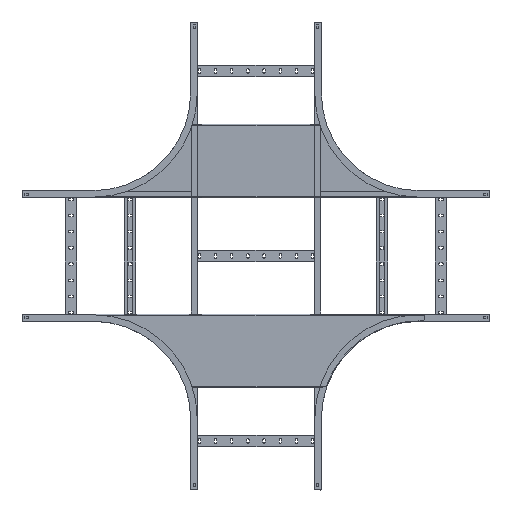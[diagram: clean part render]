
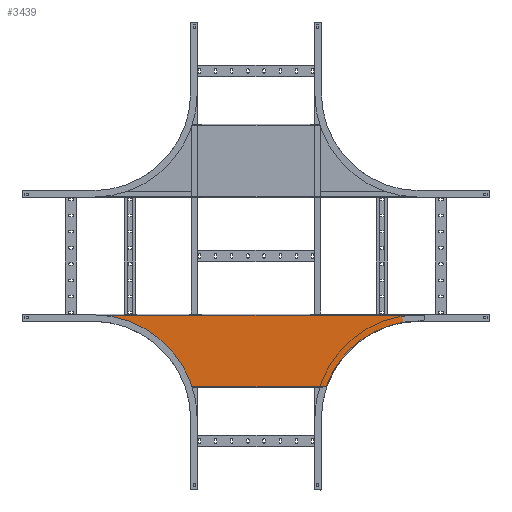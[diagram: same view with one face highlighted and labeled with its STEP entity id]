
A CAD part, top view. The second image highlights one B-rep face of the part: STEP entity #3439.
In plain terms, the highlighted face is planar.
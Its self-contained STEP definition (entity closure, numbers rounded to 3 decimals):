
#325 = CARTESIAN_POINT ( 'NONE',  ( -510.4, -1.2, -380. ) ) ;
#342 = DIRECTION ( 'NONE',  ( 0., 0., -1. ) ) ;
#343 = EDGE_CURVE ( 'NONE', #1317, #3837, #7859, .T. ) ;
#492 = ORIENTED_EDGE ( 'NONE', *, *, #7165, .F. ) ;
#544 = DIRECTION ( 'NONE',  ( 0., 0., 1. ) ) ;
#625 = VECTOR ( 'NONE', #4227, 1000. ) ;
#820 = CARTESIAN_POINT ( 'NONE',  ( 499.538, -1.2, -375. ) ) ;
#898 = VECTOR ( 'NONE', #3601, 1000. ) ;
#984 = DIRECTION ( 'NONE',  ( 0., 0., -1. ) ) ;
#1008 = CIRCLE ( 'NONE', #9332, 5. ) ;
#1027 = EDGE_CURVE ( 'NONE', #8991, #3837, #1008, .T. ) ;
#1317 = VERTEX_POINT ( 'NONE', #9309 ) ;
#1320 = AXIS2_PLACEMENT_3D ( 'NONE', #2831, #1352, #544 ) ;
#1352 = DIRECTION ( 'NONE',  ( 0., -1., 0. ) ) ;
#1364 = CARTESIAN_POINT ( 'NONE',  ( 515.4, -1.2, -395.4 ) ) ;
#1392 = PLANE ( 'NONE',  #6096 ) ;
#1681 = LINE ( 'NONE', #820, #3515 ) ;
#2121 = CARTESIAN_POINT ( 'NONE',  ( -510.4, -1.2, -375. ) ) ;
#2123 = CARTESIAN_POINT ( 'NONE',  ( -560., -1.2, -173.2 ) ) ;
#2286 = VERTEX_POINT ( 'NONE', #4606 ) ;
#2399 = EDGE_CURVE ( 'NONE', #8991, #3910, #3917, .T. ) ;
#2596 = DIRECTION ( 'NONE',  ( 0., 0., 1. ) ) ;
#2830 = AXIS2_PLACEMENT_3D ( 'NONE', #9087, #8452, #3827 ) ;
#2831 = CARTESIAN_POINT ( 'NONE',  ( 510.4, -1.2, -380. ) ) ;
#2916 = EDGE_CURVE ( 'NONE', #3201, #7313, #5554, .T. ) ;
#2955 = VECTOR ( 'NONE', #5944, 1000. ) ;
#3075 = CIRCLE ( 'NONE', #2830, 301.8 ) ;
#3201 = VERTEX_POINT ( 'NONE', #3344 ) ;
#3344 = CARTESIAN_POINT ( 'NONE',  ( 214.787, -1.2, -173.2 ) ) ;
#3439 = ADVANCED_FACE ( 'NONE', ( #6752 ), #1392, .F. ) ;
#3515 = VECTOR ( 'NONE', #6085, 1000. ) ;
#3584 = ORIENTED_EDGE ( 'NONE', *, *, #9397, .F. ) ;
#3601 = DIRECTION ( 'NONE',  ( -1., 0., 0. ) ) ;
#3827 = DIRECTION ( 'NONE',  ( 0., 0., 1. ) ) ;
#3837 = VERTEX_POINT ( 'NONE', #6405 ) ;
#3845 = VERTEX_POINT ( 'NONE', #7068 ) ;
#3910 = VERTEX_POINT ( 'NONE', #4941 ) ;
#3917 = LINE ( 'NONE', #4979, #625 ) ;
#3978 = AXIS2_PLACEMENT_3D ( 'NONE', #6314, #4853, #342 ) ;
#4057 = DIRECTION ( 'NONE',  ( 0., -1., 0. ) ) ;
#4227 = DIRECTION ( 'NONE',  ( 1., 0., 0. ) ) ;
#4278 = EDGE_LOOP ( 'NONE', ( #4488, #7528, #4989, #492, #6592, #7536, #5225, #6281, #8633, #3584 ) ) ;
#4288 = DIRECTION ( 'NONE',  ( 0., 0., 1. ) ) ;
#4317 = LINE ( 'NONE', #1364, #7976 ) ;
#4488 = ORIENTED_EDGE ( 'NONE', *, *, #9015, .F. ) ;
#4606 = CARTESIAN_POINT ( 'NONE',  ( 510.4, -1.2, -375. ) ) ;
#4853 = DIRECTION ( 'NONE',  ( 0., -1., 0. ) ) ;
#4941 = CARTESIAN_POINT ( 'NONE',  ( -499.538, -1.2, -375. ) ) ;
#4979 = CARTESIAN_POINT ( 'NONE',  ( -499.538, -1.2, -375. ) ) ;
#4989 = ORIENTED_EDGE ( 'NONE', *, *, #8176, .F. ) ;
#5010 = CARTESIAN_POINT ( 'NONE',  ( -515.4, -1.2, -395.4 ) ) ;
#5225 = ORIENTED_EDGE ( 'NONE', *, *, #2399, .F. ) ;
#5296 = CARTESIAN_POINT ( 'NONE',  ( 515.4, -1.2, -380. ) ) ;
#5522 = EDGE_CURVE ( 'NONE', #7539, #2286, #8407, .T. ) ;
#5554 = LINE ( 'NONE', #2123, #2955 ) ;
#5842 = EDGE_CURVE ( 'NONE', #3910, #7313, #3075, .T. ) ;
#5944 = DIRECTION ( 'NONE',  ( -1., 0., 0. ) ) ;
#6085 = DIRECTION ( 'NONE',  ( 1., 0., 0. ) ) ;
#6096 = AXIS2_PLACEMENT_3D ( 'NONE', #6649, #9697, #7331 ) ;
#6113 = CIRCLE ( 'NONE', #3978, 301.8 ) ;
#6281 = ORIENTED_EDGE ( 'NONE', *, *, #1027, .T. ) ;
#6314 = CARTESIAN_POINT ( 'NONE',  ( 499.538, -1.2, -73.2 ) ) ;
#6405 = CARTESIAN_POINT ( 'NONE',  ( -515.4, -1.2, -380. ) ) ;
#6563 = VECTOR ( 'NONE', #4288, 1000. ) ;
#6592 = ORIENTED_EDGE ( 'NONE', *, *, #2916, .T. ) ;
#6649 = CARTESIAN_POINT ( 'NONE',  ( -499.538, -1.2, -73.2 ) ) ;
#6752 = FACE_OUTER_BOUND ( 'NONE', #4278, .T. ) ;
#6817 = CARTESIAN_POINT ( 'NONE',  ( 515.4, -1.2, -393.2 ) ) ;
#7068 = CARTESIAN_POINT ( 'NONE',  ( 499.538, -1.2, -375. ) ) ;
#7165 = EDGE_CURVE ( 'NONE', #3201, #3845, #6113, .T. ) ;
#7313 = VERTEX_POINT ( 'NONE', #8855 ) ;
#7331 = DIRECTION ( 'NONE',  ( 0., 0., 1. ) ) ;
#7528 = ORIENTED_EDGE ( 'NONE', *, *, #5522, .T. ) ;
#7536 = ORIENTED_EDGE ( 'NONE', *, *, #5842, .F. ) ;
#7539 = VERTEX_POINT ( 'NONE', #5296 ) ;
#7610 = LINE ( 'NONE', #8666, #898 ) ;
#7859 = LINE ( 'NONE', #5010, #6563 ) ;
#7976 = VECTOR ( 'NONE', #984, 1000. ) ;
#8176 = EDGE_CURVE ( 'NONE', #3845, #2286, #1681, .T. ) ;
#8407 = CIRCLE ( 'NONE', #1320, 5. ) ;
#8452 = DIRECTION ( 'NONE',  ( 0., -1., 0. ) ) ;
#8633 = ORIENTED_EDGE ( 'NONE', *, *, #343, .F. ) ;
#8666 = CARTESIAN_POINT ( 'NONE',  ( -687., -1.2, -393.2 ) ) ;
#8855 = CARTESIAN_POINT ( 'NONE',  ( -214.787, -1.2, -173.2 ) ) ;
#8991 = VERTEX_POINT ( 'NONE', #2121 ) ;
#9015 = EDGE_CURVE ( 'NONE', #7539, #9546, #4317, .T. ) ;
#9087 = CARTESIAN_POINT ( 'NONE',  ( -499.538, -1.2, -73.2 ) ) ;
#9309 = CARTESIAN_POINT ( 'NONE',  ( -515.4, -1.2, -393.2 ) ) ;
#9332 = AXIS2_PLACEMENT_3D ( 'NONE', #325, #4057, #2596 ) ;
#9397 = EDGE_CURVE ( 'NONE', #9546, #1317, #7610, .T. ) ;
#9546 = VERTEX_POINT ( 'NONE', #6817 ) ;
#9697 = DIRECTION ( 'NONE',  ( 0., 1., 0. ) ) ;
